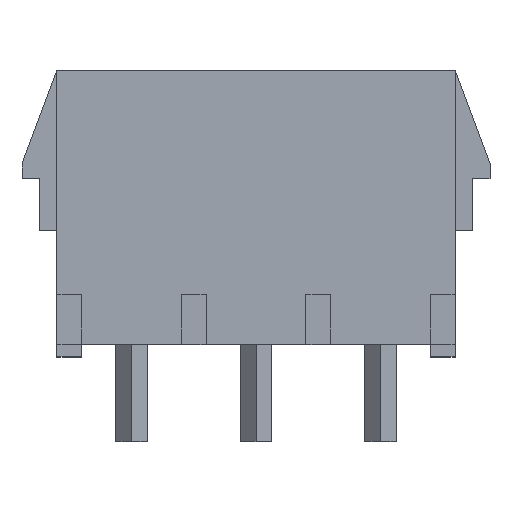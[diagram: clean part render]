
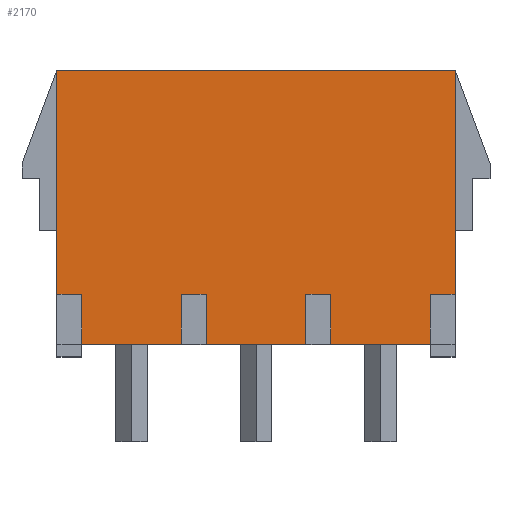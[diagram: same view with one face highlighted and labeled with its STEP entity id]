
A CAD part, top view. The second image highlights one B-rep face of the part: STEP entity #2170.
In plain terms, the highlighted planar face has unit normal (0, 0, 1).
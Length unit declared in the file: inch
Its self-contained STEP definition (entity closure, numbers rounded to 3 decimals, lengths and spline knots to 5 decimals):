
#229=DIRECTION('',(-1.,0.,0.));
#230=VECTOR('',#229,0.05);
#231=CARTESIAN_POINT('',(0.4,-0.175,0.15));
#232=LINE('',#231,#230);
#233=DIRECTION('',(0.,-1.,0.));
#234=VECTOR('',#233,0.1);
#235=CARTESIAN_POINT('',(0.35,-0.175,0.15));
#236=LINE('',#235,#234);
#237=DIRECTION('',(1.,0.,0.));
#238=VECTOR('',#237,0.2);
#239=CARTESIAN_POINT('',(0.15,-0.275,0.15));
#240=LINE('',#239,#238);
#241=DIRECTION('',(0.,1.,0.));
#242=VECTOR('',#241,0.1);
#243=CARTESIAN_POINT('',(0.15,-0.275,0.15));
#244=LINE('',#243,#242);
#245=DIRECTION('',(-1.,0.,0.));
#246=VECTOR('',#245,0.05);
#247=CARTESIAN_POINT('',(0.15,-0.175,0.15));
#248=LINE('',#247,#246);
#249=DIRECTION('',(0.,-1.,0.));
#250=VECTOR('',#249,0.1);
#251=CARTESIAN_POINT('',(0.1,-0.175,0.15));
#252=LINE('',#251,#250);
#253=DIRECTION('',(1.,0.,0.));
#254=VECTOR('',#253,0.2);
#255=CARTESIAN_POINT('',(-0.1,-0.275,0.15));
#256=LINE('',#255,#254);
#257=DIRECTION('',(0.,1.,0.));
#258=VECTOR('',#257,0.1);
#259=CARTESIAN_POINT('',(-0.1,-0.275,0.15));
#260=LINE('',#259,#258);
#261=DIRECTION('',(-1.,0.,0.));
#262=VECTOR('',#261,0.05);
#263=CARTESIAN_POINT('',(-0.1,-0.175,0.15));
#264=LINE('',#263,#262);
#265=DIRECTION('',(0.,-1.,0.));
#266=VECTOR('',#265,0.1);
#267=CARTESIAN_POINT('',(-0.15,-0.175,0.15));
#268=LINE('',#267,#266);
#269=DIRECTION('',(1.,0.,0.));
#270=VECTOR('',#269,0.2);
#271=CARTESIAN_POINT('',(-0.35,-0.275,0.15));
#272=LINE('',#271,#270);
#273=DIRECTION('',(0.,1.,0.));
#274=VECTOR('',#273,0.1);
#275=CARTESIAN_POINT('',(-0.35,-0.275,0.15));
#276=LINE('',#275,#274);
#277=DIRECTION('',(1.,0.,0.));
#278=VECTOR('',#277,0.05);
#279=CARTESIAN_POINT('',(-0.4,-0.175,0.15));
#280=LINE('',#279,#278);
#281=DIRECTION('',(0.,1.,0.));
#282=VECTOR('',#281,0.45);
#283=CARTESIAN_POINT('',(-0.4,-0.175,0.15));
#284=LINE('',#283,#282);
#285=DIRECTION('',(-1.,0.,0.));
#286=VECTOR('',#285,0.8);
#287=CARTESIAN_POINT('',(0.4,0.275,0.15));
#288=LINE('',#287,#286);
#289=DIRECTION('',(0.,-1.,0.));
#290=VECTOR('',#289,0.45);
#291=CARTESIAN_POINT('',(0.4,0.275,0.15));
#292=LINE('',#291,#290);
#1373=CARTESIAN_POINT('',(0.4,0.275,0.15));
#1374=CARTESIAN_POINT('',(-0.4,0.275,0.15));
#1375=VERTEX_POINT('',#1373);
#1376=VERTEX_POINT('',#1374);
#1643=CARTESIAN_POINT('',(-0.35,-0.275,0.15));
#1644=VERTEX_POINT('',#1643);
#1645=CARTESIAN_POINT('',(0.35,-0.275,0.15));
#1647=VERTEX_POINT('',#1645);
#1715=CARTESIAN_POINT('',(-0.35,-0.175,0.15));
#1716=VERTEX_POINT('',#1715);
#1717=CARTESIAN_POINT('',(-0.4,-0.175,0.15));
#1718=VERTEX_POINT('',#1717);
#1727=CARTESIAN_POINT('',(-0.1,-0.275,0.15));
#1728=CARTESIAN_POINT('',(-0.1,-0.175,0.15));
#1729=VERTEX_POINT('',#1727);
#1730=VERTEX_POINT('',#1728);
#1731=CARTESIAN_POINT('',(-0.15,-0.175,0.15));
#1732=VERTEX_POINT('',#1731);
#1733=CARTESIAN_POINT('',(-0.15,-0.275,0.15));
#1734=VERTEX_POINT('',#1733);
#1743=CARTESIAN_POINT('',(0.15,-0.275,0.15));
#1744=CARTESIAN_POINT('',(0.15,-0.175,0.15));
#1745=VERTEX_POINT('',#1743);
#1746=VERTEX_POINT('',#1744);
#1747=CARTESIAN_POINT('',(0.1,-0.175,0.15));
#1748=VERTEX_POINT('',#1747);
#1749=CARTESIAN_POINT('',(0.1,-0.275,0.15));
#1750=VERTEX_POINT('',#1749);
#1761=CARTESIAN_POINT('',(0.4,-0.175,0.15));
#1762=CARTESIAN_POINT('',(0.35,-0.175,0.15));
#1763=VERTEX_POINT('',#1761);
#1764=VERTEX_POINT('',#1762);
#2134=CARTESIAN_POINT('',(0.,0.,0.15));
#2135=DIRECTION('',(0.,0.,1.));
#2136=DIRECTION('',(1.,0.,0.));
#2137=AXIS2_PLACEMENT_3D('',#2134,#2135,#2136);
#2138=PLANE('',#2137);
#2140=ORIENTED_EDGE('',*,*,#2139,.T.);
#2142=ORIENTED_EDGE('',*,*,#2141,.T.);
#2143=ORIENTED_EDGE('',*,*,#1826,.F.);
#2145=ORIENTED_EDGE('',*,*,#2144,.T.);
#2147=ORIENTED_EDGE('',*,*,#2146,.T.);
#2149=ORIENTED_EDGE('',*,*,#2148,.T.);
#2150=ORIENTED_EDGE('',*,*,#1857,.F.);
#2152=ORIENTED_EDGE('',*,*,#2151,.T.);
#2154=ORIENTED_EDGE('',*,*,#2153,.T.);
#2156=ORIENTED_EDGE('',*,*,#2155,.T.);
#2157=ORIENTED_EDGE('',*,*,#1849,.F.);
#2159=ORIENTED_EDGE('',*,*,#2158,.T.);
#2161=ORIENTED_EDGE('',*,*,#2160,.F.);
#2163=ORIENTED_EDGE('',*,*,#2162,.T.);
#2165=ORIENTED_EDGE('',*,*,#2164,.F.);
#2167=ORIENTED_EDGE('',*,*,#2166,.T.);
#2168=EDGE_LOOP('',(#2140,#2142,#2143,#2145,#2147,#2149,#2150,#2152,#2154,#2156,
#2157,#2159,#2161,#2163,#2165,#2167));
#2169=FACE_OUTER_BOUND('',#2168,.F.);
#2170=ADVANCED_FACE('',(#2169),#2138,.T.);
#1826=EDGE_CURVE('',#1745,#1647,#240,.T.);
#1849=EDGE_CURVE('',#1644,#1734,#272,.T.);
#1857=EDGE_CURVE('',#1729,#1750,#256,.T.);
#2139=EDGE_CURVE('',#1763,#1764,#232,.T.);
#2141=EDGE_CURVE('',#1764,#1647,#236,.T.);
#2144=EDGE_CURVE('',#1745,#1746,#244,.T.);
#2146=EDGE_CURVE('',#1746,#1748,#248,.T.);
#2148=EDGE_CURVE('',#1748,#1750,#252,.T.);
#2151=EDGE_CURVE('',#1729,#1730,#260,.T.);
#2153=EDGE_CURVE('',#1730,#1732,#264,.T.);
#2155=EDGE_CURVE('',#1732,#1734,#268,.T.);
#2158=EDGE_CURVE('',#1644,#1716,#276,.T.);
#2160=EDGE_CURVE('',#1718,#1716,#280,.T.);
#2162=EDGE_CURVE('',#1718,#1376,#284,.T.);
#2164=EDGE_CURVE('',#1375,#1376,#288,.T.);
#2166=EDGE_CURVE('',#1375,#1763,#292,.T.);
